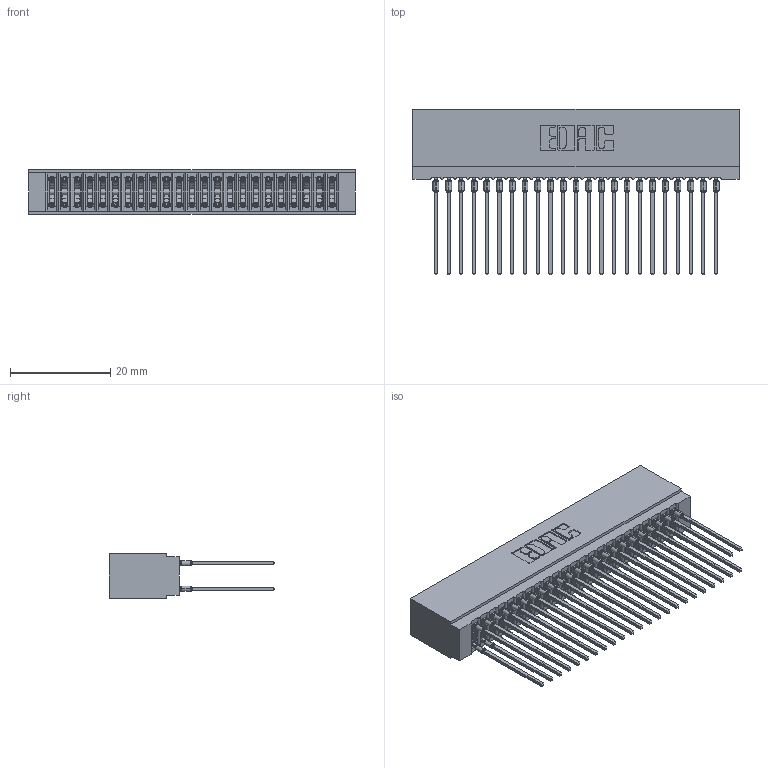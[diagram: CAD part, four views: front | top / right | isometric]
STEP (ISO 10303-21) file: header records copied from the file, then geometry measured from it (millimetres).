
FILE_DESCRIPTION (( 'STEP AP203' ), '1' );
FILE_NAME ('725-046-541-201.STEP', '2026-02-24T17:42:31', ( '' ), ( '' ), 'SwSTEP 2.0', 'SolidWorks 2023', '' );
FILE_SCHEMA (( 'CONFIG_CONTROL_DESIGN' ));
Length unit declared in the file: millimetre
Products named in the file (3): 725-046-541-201; 725 Part_Insulator Option - 01; 745-292-001_541
Assembly tree (47 placements, depth 2):
  725-046-541-201
    725 Part_Insulator Option - 01
    745-292-001_541  x46
Bounding box: 65.02 x 33.03 x 8.89 mm (x, y, z)
Volume: 5477.6 mm3; surface area: 12072.3 mm2
Topology: 47 solids, 47 shells, 4212 faces, 11317 edges, 7114 vertices
Faces by surface type: plane 2171, bspline 920, cylinder 845, torus 276
Entity records: 41279 total; most frequent: CARTESIAN_POINT 7667, ORIENTED_EDGE 7064, DIRECTION 6190, EDGE_CURVE 3532, VECTOR 3212, LINE 3212, VERTEX_POINT 2254, AXIS2_PLACEMENT_3D 1489
